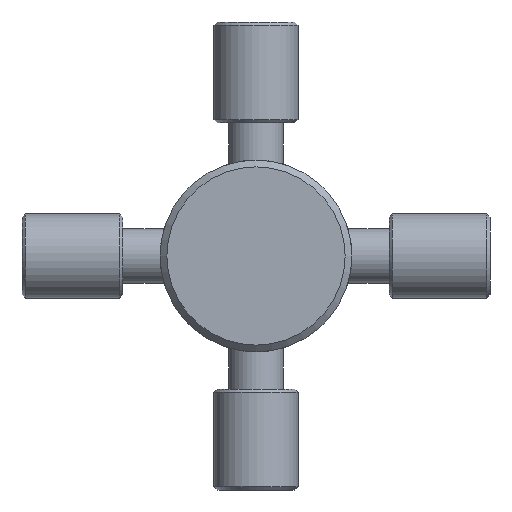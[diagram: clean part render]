
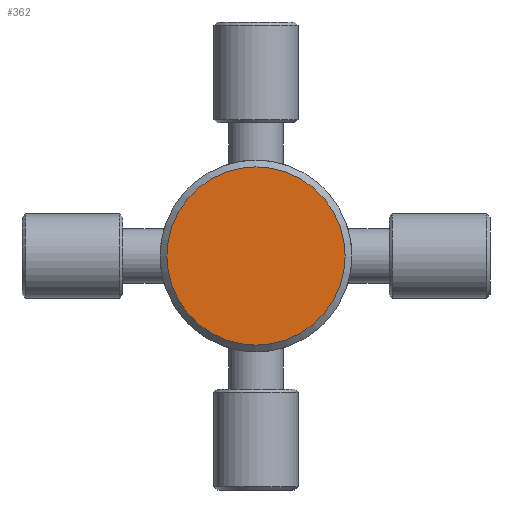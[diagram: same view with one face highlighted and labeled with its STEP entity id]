
A CAD part, left-side view. The second image highlights one B-rep face of the part: STEP entity #362.
In plain terms, the highlighted planar face has unit normal (-1, 0, 0).
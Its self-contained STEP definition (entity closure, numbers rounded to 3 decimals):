
#342=CARTESIAN_POINT('',(0.0,10.323,0.));
#343=VERTEX_POINT('',#342);
#344=CARTESIAN_POINT('',(0.0,0.0,0.0));
#345=DIRECTION('',(1.0,0.0,0.0));
#346=DIRECTION('',(0.0,-1.0,0.0));
#347=AXIS2_PLACEMENT_3D('',#344,#345,#346);
#348=CIRCLE('',#347,10.323);
#349=EDGE_CURVE('',#343,#343,#348,.T.);
#354=CARTESIAN_POINT('',(0.0,5.556,0.0));
#355=DIRECTION('',(-1.0,0.0,0.0));
#356=DIRECTION('',(0.0,0.0,1.0));
#357=AXIS2_PLACEMENT_3D('',#354,#355,#356);
#358=PLANE('',#357);
#359=ORIENTED_EDGE('',*,*,#349,.F.);
#360=EDGE_LOOP('',(#359));
#361=FACE_OUTER_BOUND('',#360,.T.);
#362=ADVANCED_FACE('',(#361),#358,.T.);
